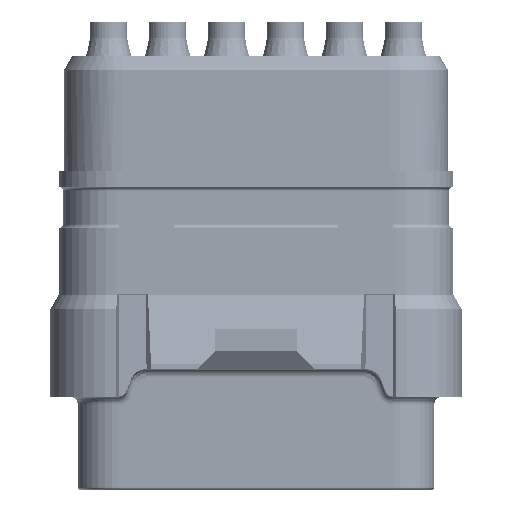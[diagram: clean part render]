
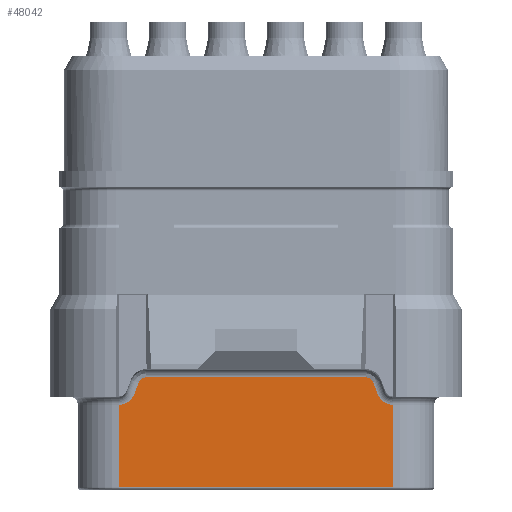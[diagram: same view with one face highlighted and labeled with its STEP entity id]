
A CAD part, front view. The second image highlights one B-rep face of the part: STEP entity #48042.
In plain terms, the highlighted planar face has unit normal (0, -1, 0).
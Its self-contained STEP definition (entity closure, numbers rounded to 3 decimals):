
#2190=CARTESIAN_POINT('',(-5.,-5.65,-7.93));
#2191=DIRECTION('',(0.,-1.,0.));
#2192=DIRECTION('',(0.,0.,-1.));
#2193=AXIS2_PLACEMENT_3D('',#2190,#2191,#2192);
#2195=DIRECTION('',(0.354,0.,0.935));
#2196=VECTOR('',#2195,0.447);
#2197=CARTESIAN_POINT('',(-4.439,-5.65,-8.142));
#2198=LINE('',#2197,#2196);
#2199=CARTESIAN_POINT('',(-4.,-5.65,-7.83));
#2200=DIRECTION('',(0.,1.,0.));
#2201=DIRECTION('',(-0.935,0.,0.354));
#2202=AXIS2_PLACEMENT_3D('',#2199,#2200,#2201);
#2204=DIRECTION('',(1.,0.,0.));
#2205=VECTOR('',#2204,8.);
#2206=CARTESIAN_POINT('',(-4.,-5.65,-7.53));
#2207=LINE('',#2206,#2205);
#2208=CARTESIAN_POINT('',(4.,-5.65,-7.83));
#2209=DIRECTION('',(0.,1.,0.));
#2210=DIRECTION('',(0.,0.,1.));
#2211=AXIS2_PLACEMENT_3D('',#2208,#2209,#2210);
#2213=DIRECTION('',(0.354,0.,-0.935));
#2214=VECTOR('',#2213,0.447);
#2215=CARTESIAN_POINT('',(4.281,-5.65,-7.724));
#2216=LINE('',#2215,#2214);
#2217=CARTESIAN_POINT('',(5.,-5.65,-7.93));
#2218=DIRECTION('',(0.,-1.,0.));
#2219=DIRECTION('',(-0.935,0.,-0.354));
#2220=AXIS2_PLACEMENT_3D('',#2217,#2218,#2219);
#2222=DIRECTION('',(0.,0.,-1.));
#2223=VECTOR('',#2222,3.01);
#2224=CARTESIAN_POINT('',(5.,-5.65,-8.53));
#2225=LINE('',#2224,#2223);
#4631=DIRECTION('',(0.,0.,-1.));
#4632=VECTOR('',#4631,3.01);
#4633=CARTESIAN_POINT('',(-5.,-5.65,-8.53));
#4634=LINE('',#4633,#4632);
#4654=DIRECTION('',(-1.,0.,0.));
#4655=VECTOR('',#4654,10.);
#4656=CARTESIAN_POINT('',(5.,-5.65,-11.54));
#4657=LINE('',#4656,#4655);
#38163=CARTESIAN_POINT('',(5.,-5.65,-11.54));
#38164=VERTEX_POINT('',#38163);
#38167=CARTESIAN_POINT('',(-5.,-5.65,-11.54));
#38168=VERTEX_POINT('',#38167);
#38294=CARTESIAN_POINT('',(-5.,-5.65,-8.53));
#38296=VERTEX_POINT('',#38294);
#38301=CARTESIAN_POINT('',(-4.439,-5.65,-8.142));
#38302=VERTEX_POINT('',#38301);
#38305=CARTESIAN_POINT('',(-4.281,-5.65,-7.724));
#38306=VERTEX_POINT('',#38305);
#38309=CARTESIAN_POINT('',(-4.,-5.65,-7.53));
#38310=VERTEX_POINT('',#38309);
#38313=CARTESIAN_POINT('',(4.,-5.65,-7.53));
#38314=VERTEX_POINT('',#38313);
#38315=CARTESIAN_POINT('',(4.281,-5.65,-7.724));
#38316=VERTEX_POINT('',#38315);
#38321=CARTESIAN_POINT('',(4.439,-5.65,-8.142));
#38322=VERTEX_POINT('',#38321);
#38325=CARTESIAN_POINT('',(5.,-5.65,-8.53));
#38326=VERTEX_POINT('',#38325);
#48018=CARTESIAN_POINT('',(5.,-5.65,-8.23));
#48019=DIRECTION('',(0.,-1.,0.));
#48020=DIRECTION('',(-1.,0.,0.));
#48021=AXIS2_PLACEMENT_3D('',#48018,#48019,#48020);
#48022=PLANE('',#48021);
#48023=ORIENTED_EDGE('',*,*,#48008,.T.);
#48025=ORIENTED_EDGE('',*,*,#48024,.T.);
#48027=ORIENTED_EDGE('',*,*,#48026,.T.);
#48028=ORIENTED_EDGE('',*,*,#45813,.T.);
#48029=ORIENTED_EDGE('',*,*,#45842,.T.);
#48031=ORIENTED_EDGE('',*,*,#48030,.T.);
#48033=ORIENTED_EDGE('',*,*,#48032,.T.);
#48035=ORIENTED_EDGE('',*,*,#48034,.T.);
#48037=ORIENTED_EDGE('',*,*,#48036,.T.);
#48039=ORIENTED_EDGE('',*,*,#48038,.F.);
#48040=EDGE_LOOP('',(#48023,#48025,#48027,#48028,#48029,#48031,#48033,#48035,
#48037,#48039));
#48041=FACE_OUTER_BOUND('',#48040,.F.);
#48042=ADVANCED_FACE('',(#48041),#48022,.T.);
#2194=CIRCLE('',#2193,0.6);
#2203=CIRCLE('',#2202,0.3);
#2212=CIRCLE('',#2211,0.3);
#2221=CIRCLE('',#2220,0.6);
#45813=EDGE_CURVE('',#38310,#38314,#2207,.T.);
#45842=EDGE_CURVE('',#38314,#38316,#2212,.T.);
#48008=EDGE_CURVE('',#38296,#38302,#2194,.T.);
#48024=EDGE_CURVE('',#38302,#38306,#2198,.T.);
#48026=EDGE_CURVE('',#38306,#38310,#2203,.T.);
#48030=EDGE_CURVE('',#38316,#38322,#2216,.T.);
#48032=EDGE_CURVE('',#38322,#38326,#2221,.T.);
#48034=EDGE_CURVE('',#38326,#38164,#2225,.T.);
#48036=EDGE_CURVE('',#38164,#38168,#4657,.T.);
#48038=EDGE_CURVE('',#38296,#38168,#4634,.T.);
